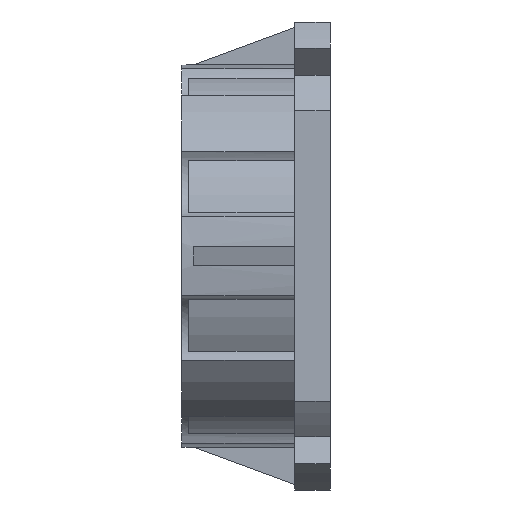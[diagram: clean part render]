
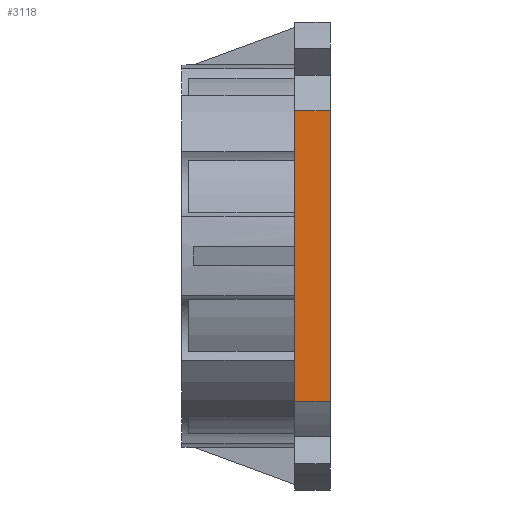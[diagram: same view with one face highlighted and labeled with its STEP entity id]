
A CAD part, front view. The second image highlights one B-rep face of the part: STEP entity #3118.
In plain terms, the highlighted planar face has unit normal (0, -1, 0).
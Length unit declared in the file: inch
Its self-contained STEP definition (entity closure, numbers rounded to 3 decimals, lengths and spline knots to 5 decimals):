
#625 = ORIENTED_EDGE ( 'NONE', *, *, #4788, .T. ) ;
#656 = CARTESIAN_POINT ( 'NONE',  ( 2.12598, -3.34646, 2.07395 ) ) ;
#729 = CARTESIAN_POINT ( 'NONE',  ( 2.12598, -3.34646, 2.07395 ) ) ;
#1280 = CARTESIAN_POINT ( 'NONE',  ( 1.61417, -3.34646, 2.07395 ) ) ;
#1308 = CARTESIAN_POINT ( 'NONE',  ( 1.61417, -3.34646, 2.07395 ) ) ;
#1314 = EDGE_LOOP ( 'NONE', ( #1604, #3104, #1438, #625 ) ) ;
#1438 = ORIENTED_EDGE ( 'NONE', *, *, #5663, .F. ) ;
#1604 = ORIENTED_EDGE ( 'NONE', *, *, #1670, .T. ) ;
#1670 = EDGE_CURVE ( 'NONE', #2555, #5013, #4608, .T. ) ;
#1737 = EDGE_CURVE ( 'NONE', #3899, #5013, #2471, .T. ) ;
#1758 = CARTESIAN_POINT ( 'NONE',  ( 1.61417, -3.34646, 2.07395 ) ) ;
#1778 = CARTESIAN_POINT ( 'NONE',  ( 2.12598, -3.34646, -2.07395 ) ) ;
#1965 = VECTOR ( 'NONE', #4365, 39.37008 ) ;
#1975 = LINE ( 'NONE', #2359, #5353 ) ;
#2107 = LINE ( 'NONE', #1758, #1965 ) ;
#2152 = VECTOR ( 'NONE', #4586, 39.37008 ) ;
#2359 = CARTESIAN_POINT ( 'NONE',  ( 1.61417, -3.34646, 2.07395 ) ) ;
#2471 = LINE ( 'NONE', #729, #4674 ) ;
#2535 = CARTESIAN_POINT ( 'NONE',  ( 1.61417, -3.34646, -2.07395 ) ) ;
#2555 = VERTEX_POINT ( 'NONE', #2535 ) ;
#2593 = PLANE ( 'NONE',  #4240 ) ;
#2831 = CARTESIAN_POINT ( 'NONE',  ( 1.61417, -3.34646, -2.07395 ) ) ;
#3049 = DIRECTION ( 'NONE',  ( 0., 0., -1. ) ) ;
#3104 = ORIENTED_EDGE ( 'NONE', *, *, #1737, .F. ) ;
#3118 = ADVANCED_FACE ( 'NONE', ( #5357 ), #2593, .T. ) ;
#3899 = VERTEX_POINT ( 'NONE', #656 ) ;
#4240 = AXIS2_PLACEMENT_3D ( 'NONE', #1280, #5667, #3049 ) ;
#4365 = DIRECTION ( 'NONE',  ( 1., 0., 0. ) ) ;
#4534 = VERTEX_POINT ( 'NONE', #1308 ) ;
#4586 = DIRECTION ( 'NONE',  ( 1., 0., 0. ) ) ;
#4608 = LINE ( 'NONE', #2831, #2152 ) ;
#4674 = VECTOR ( 'NONE', #4685, 39.37008 ) ;
#4685 = DIRECTION ( 'NONE',  ( 0., 0., -1. ) ) ;
#4788 = EDGE_CURVE ( 'NONE', #4534, #2555, #1975, .T. ) ;
#4996 = DIRECTION ( 'NONE',  ( 0., 0., -1. ) ) ;
#5013 = VERTEX_POINT ( 'NONE', #1778 ) ;
#5353 = VECTOR ( 'NONE', #4996, 39.37008 ) ;
#5357 = FACE_OUTER_BOUND ( 'NONE', #1314, .T. ) ;
#5663 = EDGE_CURVE ( 'NONE', #4534, #3899, #2107, .T. ) ;
#5667 = DIRECTION ( 'NONE',  ( 0., -1., 0. ) ) ;
